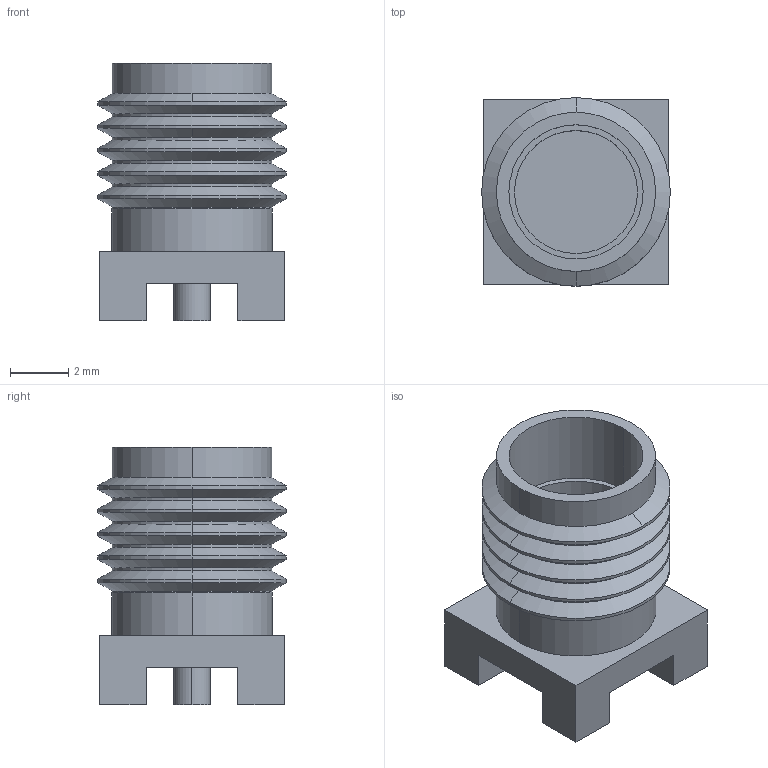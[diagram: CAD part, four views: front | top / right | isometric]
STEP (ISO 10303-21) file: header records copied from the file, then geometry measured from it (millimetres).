
FILE_DESCRIPTION (( 'STEP AP214' ), '1' );
FILE_NAME ('User Library-Con, 142-0711-201.STEP', '2022-02-18T19:11:43', ( '' ), ( '' ), 'SwSTEP 2.0', 'SolidWorks 2021', '' );
FILE_SCHEMA (( 'AUTOMOTIVE_DESIGN' ));
Length unit declared in the file: millimetre
Products named in the file (3): User Library-Con, 142-0711-201; Cut-Extrude2[1]-User Library-142-0701-231; Chamfer3-User Library-142-0701-231
Assembly tree (2 placements, depth 2):
  User Library-Con, 142-0711-201
    Chamfer3-User Library-142-0701-231
    Cut-Extrude2[1]-User Library-142-0701-231
Bounding box: 6.47 x 6.47 x 8.84 mm (x, y, z)
Volume: 132.1 mm3; surface area: 409.4 mm2
Topology: 2 solids, 2 shells, 73 faces, 164 edges, 98 vertices
Faces by surface type: cylinder 28, plane 23, cone 22
Entity records: 2925 total; most frequent: DIRECTION 386, CARTESIAN_POINT 340, ORIENTED_EDGE 328, EDGE_CURVE 164, AXIS2_PLACEMENT_3D 144, LINE 98, VERTEX_POINT 98, VECTOR 98
